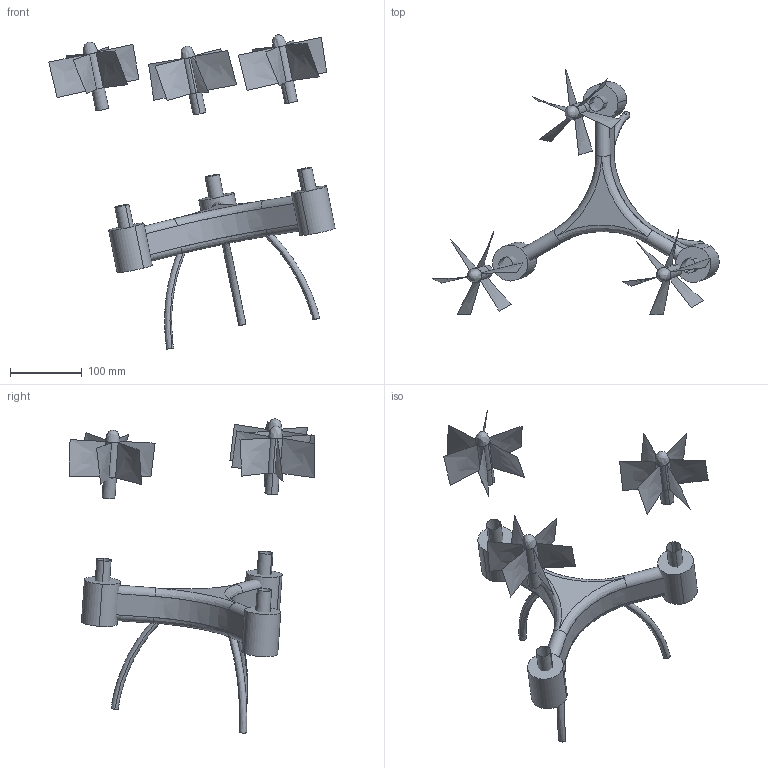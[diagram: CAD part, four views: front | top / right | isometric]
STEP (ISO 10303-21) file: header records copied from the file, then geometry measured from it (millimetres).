
FILE_DESCRIPTION(('CATIA V5 STEP Exchange'),'2;1');
FILE_NAME('Product2.stp','2024-11-04T07:03:58+00:00',('none'),('none'),'CATIA Version 5 Release 21 GA (IN-10)','CATIA V5 STEP AP203','none');
FILE_SCHEMA(('CONFIG_CONTROL_DESIGN'));
Length unit declared in the file: millimetre
Products named in the file (1): Product1
Assembly tree (4 placements, depth 2):
  Product1
    #58  x3
    #925
Bounding box: 398.82 x 342.5 x 437.61 mm (x, y, z)
Surface area: 189530.6 mm2 (no closed solid volume)
Topology: 0 solids, 50 shells, 83 faces, 292 edges, 295 vertices
Faces by surface type: bspline 36, cylinder 30, plane 17
Entity records: 4638 total; most frequent: CARTESIAN_POINT 3267, ORIENTED_EDGE 216, EDGE_CURVE 164, DIRECTION 155, VERTEX_POINT 130, AXIS2_PLACEMENT_3D 88, B_SPLINE_CURVE_WITH_KNOTS 73, CIRCLE 59
